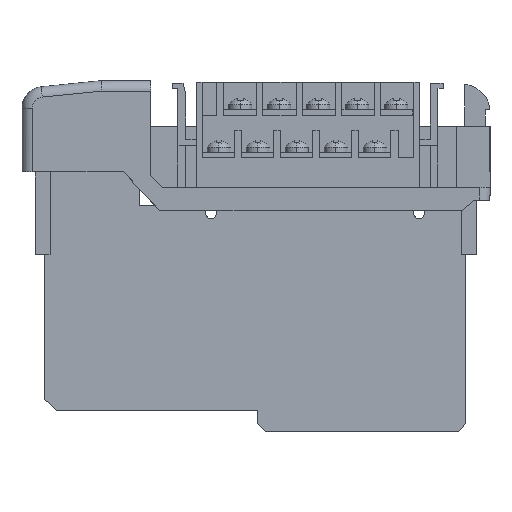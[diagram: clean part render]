
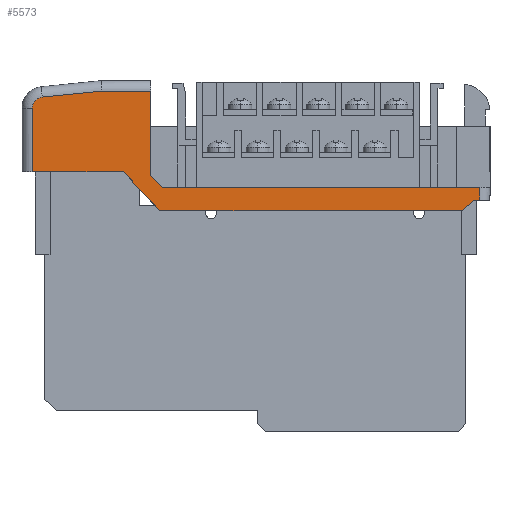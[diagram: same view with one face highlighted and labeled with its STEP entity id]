
A CAD part, left-side view. The second image highlights one B-rep face of the part: STEP entity #5573.
In plain terms, the highlighted planar face has unit normal (-1, 0, 0).
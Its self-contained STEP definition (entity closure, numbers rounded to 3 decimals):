
#4585 = ORIENTED_EDGE ( 'NONE', *, *, #5060, .T. ) ;
#4587 = ORIENTED_EDGE ( 'NONE', *, *, #5557, .T. ) ;
#5060 = EDGE_CURVE ( 'NONE', #5061, #5062, #13144, .T. ) ;
#5061 = VERTEX_POINT ( 'NONE', #13140 ) ;
#5062 = VERTEX_POINT ( 'NONE', #13139 ) ;
#5352 = VERTEX_POINT ( 'NONE', #13830 ) ;
#5383 = EDGE_CURVE ( 'NONE', #5384, #5352, #13986, .T. ) ;
#5384 = VERTEX_POINT ( 'NONE', #13982 ) ;
#5407 = EDGE_CURVE ( 'NONE', #5439, #5384, #14038, .T. ) ;
#5437 = EDGE_CURVE ( 'NONE', #5438, #5461, #14090, .T. ) ;
#5438 = VERTEX_POINT ( 'NONE', #14086 ) ;
#5439 = VERTEX_POINT ( 'NONE', #14085 ) ;
#5459 = EDGE_CURVE ( 'NONE', #5461, #5439, #14138, .T. ) ;
#5461 = VERTEX_POINT ( 'NONE', #14130 ) ;
#5552 = EDGE_CURVE ( 'NONE', #5553, #5438, #14300, .T. ) ;
#5553 = VERTEX_POINT ( 'NONE', #14296 ) ;
#5557 = EDGE_CURVE ( 'NONE', #5062, #5558, #14358, .T. ) ;
#5558 = VERTEX_POINT ( 'NONE', #14354 ) ;
#5559 = ORIENTED_EDGE ( 'NONE', *, *, #5560, .T. ) ;
#5560 = EDGE_CURVE ( 'NONE', #5558, #5561, #14353, .T. ) ;
#5561 = VERTEX_POINT ( 'NONE', #14348 ) ;
#5562 = ORIENTED_EDGE ( 'NONE', *, *, #5563, .T. ) ;
#5563 = EDGE_CURVE ( 'NONE', #5561, #5553, #14347, .T. ) ;
#5564 = ORIENTED_EDGE ( 'NONE', *, *, #5552, .T. ) ;
#5565 = ORIENTED_EDGE ( 'NONE', *, *, #5437, .T. ) ;
#5573 = ADVANCED_FACE ( 'NONE', ( #14332 ), #14378, .F. ) ;
#5574 = EDGE_LOOP ( 'NONE', ( #5576, #5582, #5588, #5638, #4585, #4587, #5559, #5562, #5564, #5565, #5627, #5628, #5629 ) ) ;
#5576 = ORIENTED_EDGE ( 'NONE', *, *, #5578, .T. ) ;
#5578 = EDGE_CURVE ( 'NONE', #5352, #5580, #14373, .T. ) ;
#5580 = VERTEX_POINT ( 'NONE', #14369 ) ;
#5582 = ORIENTED_EDGE ( 'NONE', *, *, #5583, .F. ) ;
#5583 = EDGE_CURVE ( 'NONE', #5585, #5580, #14368, .T. ) ;
#5585 = VERTEX_POINT ( 'NONE', #14364 ) ;
#5588 = ORIENTED_EDGE ( 'NONE', *, *, #5589, .F. ) ;
#5589 = EDGE_CURVE ( 'NONE', #5590, #5585, #14389, .T. ) ;
#5590 = VERTEX_POINT ( 'NONE', #14384 ) ;
#5627 = ORIENTED_EDGE ( 'NONE', *, *, #5459, .T. ) ;
#5628 = ORIENTED_EDGE ( 'NONE', *, *, #5407, .T. ) ;
#5629 = ORIENTED_EDGE ( 'NONE', *, *, #5383, .T. ) ;
#5638 = ORIENTED_EDGE ( 'NONE', *, *, #5639, .F. ) ;
#5639 = EDGE_CURVE ( 'NONE', #5061, #5590, #14580, .T. ) ;
#13139 = CARTESIAN_POINT ( 'NONE',  ( 0.5, 34.17, 3.114 ) ) ;
#13140 = CARTESIAN_POINT ( 'NONE',  ( 0.5, 24.723, 3.114 ) ) ;
#13141 = DIRECTION ( 'NONE',  ( 0., 1., 0. ) ) ;
#13142 = VECTOR ( 'NONE', #13141, 1000. ) ;
#13143 = CARTESIAN_POINT ( 'NONE',  ( 0.5, 34.27, 3.114 ) ) ;
#13144 = LINE ( 'NONE', #13143, #13142 ) ;
#13830 = CARTESIAN_POINT ( 'NONE',  ( 0.5, -38.527, -17.879 ) ) ;
#13982 = CARTESIAN_POINT ( 'NONE',  ( 0.5, -37.408, -17.879 ) ) ;
#13983 = DIRECTION ( 'NONE',  ( 0., -1., 0. ) ) ;
#13984 = VECTOR ( 'NONE', #13983, 1000. ) ;
#13985 = CARTESIAN_POINT ( 'NONE',  ( 0.5, -37.408, -17.879 ) ) ;
#13986 = LINE ( 'NONE', #13985, #13984 ) ;
#14035 = DIRECTION ( 'NONE',  ( 0., -0.731, 0.682 ) ) ;
#14036 = VECTOR ( 'NONE', #14035, 1000. ) ;
#14037 = CARTESIAN_POINT ( 'NONE',  ( 0.5, -35.258, -19.886 ) ) ;
#14038 = LINE ( 'NONE', #14037, #14036 ) ;
#14085 = CARTESIAN_POINT ( 'NONE',  ( 0.5, -35.258, -19.886 ) ) ;
#14086 = CARTESIAN_POINT ( 'NONE',  ( 0.5, 29.973, -12.386 ) ) ;
#14087 = DIRECTION ( 'NONE',  ( 0., -0.682, -0.731 ) ) ;
#14088 = VECTOR ( 'NONE', #14087, 1000. ) ;
#14089 = CARTESIAN_POINT ( 'NONE',  ( 0.5, 22.973, -19.886 ) ) ;
#14090 = LINE ( 'NONE', #14089, #14088 ) ;
#14130 = CARTESIAN_POINT ( 'NONE',  ( 0.5, 22.973, -19.886 ) ) ;
#14135 = DIRECTION ( 'NONE',  ( 0., -1., 0. ) ) ;
#14136 = VECTOR ( 'NONE', #14135, 1000. ) ;
#14137 = CARTESIAN_POINT ( 'NONE',  ( 0.5, 22.973, -19.886 ) ) ;
#14138 = LINE ( 'NONE', #14137, #14136 ) ;
#14296 = CARTESIAN_POINT ( 'NONE',  ( 0.5, 47.473, -12.386 ) ) ;
#14297 = DIRECTION ( 'NONE',  ( 0., -1., 0. ) ) ;
#14298 = VECTOR ( 'NONE', #14297, 1000. ) ;
#14299 = CARTESIAN_POINT ( 'NONE',  ( 0.5, 29.973, -12.386 ) ) ;
#14300 = LINE ( 'NONE', #14299, #14298 ) ;
#14332 = FACE_OUTER_BOUND ( 'NONE', #5574, .T. ) ;
#14344 = DIRECTION ( 'NONE',  ( 0., 0., -1. ) ) ;
#14345 = VECTOR ( 'NONE', #14344, 1000. ) ;
#14346 = CARTESIAN_POINT ( 'NONE',  ( 0.5, 47.473, -12.386 ) ) ;
#14347 = LINE ( 'NONE', #14346, #14345 ) ;
#14348 = CARTESIAN_POINT ( 'NONE',  ( 0.5, 47.473, -0.213 ) ) ;
#14349 = DIRECTION ( 'NONE',  ( 0., 0., -1. ) ) ;
#14350 = DIRECTION ( 'NONE',  ( -1., 0., 0. ) ) ;
#14351 = CARTESIAN_POINT ( 'NONE',  ( 0.5, 45.358, -0.133 ) ) ;
#14352 = AXIS2_PLACEMENT_3D ( 'NONE', #14351, #14350, #14349 ) ;
#14353 = CIRCLE ( 'NONE', #14352, 2.116 ) ;
#14354 = CARTESIAN_POINT ( 'NONE',  ( 0.5, 45.569, 1.973 ) ) ;
#14355 = DIRECTION ( 'NONE',  ( 0., 0.995, -0.1 ) ) ;
#14356 = VECTOR ( 'NONE', #14355, 1000. ) ;
#14357 = CARTESIAN_POINT ( 'NONE',  ( 0.5, 45.569, 1.973 ) ) ;
#14358 = LINE ( 'NONE', #14357, #14356 ) ;
#14364 = CARTESIAN_POINT ( 'NONE',  ( 0.5, 22.532, -15.386 ) ) ;
#14365 = DIRECTION ( 'NONE',  ( 0., -1., 0. ) ) ;
#14366 = VECTOR ( 'NONE', #14365, 1000. ) ;
#14367 = CARTESIAN_POINT ( 'NONE',  ( 0.5, 22.532, -15.386 ) ) ;
#14368 = LINE ( 'NONE', #14367, #14366 ) ;
#14369 = CARTESIAN_POINT ( 'NONE',  ( 0.5, -38.527, -15.386 ) ) ;
#14370 = DIRECTION ( 'NONE',  ( 0., 0., 1. ) ) ;
#14371 = VECTOR ( 'NONE', #14370, 1000. ) ;
#14372 = CARTESIAN_POINT ( 'NONE',  ( 0.5, -38.527, -0.463 ) ) ;
#14373 = LINE ( 'NONE', #14372, #14371 ) ;
#14374 = DIRECTION ( 'NONE',  ( 0., 0., -1. ) ) ;
#14375 = DIRECTION ( 'NONE',  ( 1., 0., 0. ) ) ;
#14376 = CARTESIAN_POINT ( 'NONE',  ( 0.5, -35.258, -0.876 ) ) ;
#14377 = AXIS2_PLACEMENT_3D ( 'NONE', #14376, #14375, #14374 ) ;
#14378 = PLANE ( 'NONE',  #14377 ) ;
#14384 = CARTESIAN_POINT ( 'NONE',  ( 0.5, 24.723, -13.054 ) ) ;
#14386 = DIRECTION ( 'NONE',  ( 0., -0.685, -0.729 ) ) ;
#14387 = VECTOR ( 'NONE', #14386, 1000. ) ;
#14388 = CARTESIAN_POINT ( 'NONE',  ( 0.5, 22.532, -15.386 ) ) ;
#14389 = LINE ( 'NONE', #14388, #14387 ) ;
#14577 = DIRECTION ( 'NONE',  ( 0., 0., -1. ) ) ;
#14578 = VECTOR ( 'NONE', #14577, 1000. ) ;
#14579 = CARTESIAN_POINT ( 'NONE',  ( 0.5, 24.723, 4.364 ) ) ;
#14580 = LINE ( 'NONE', #14579, #14578 ) ;
